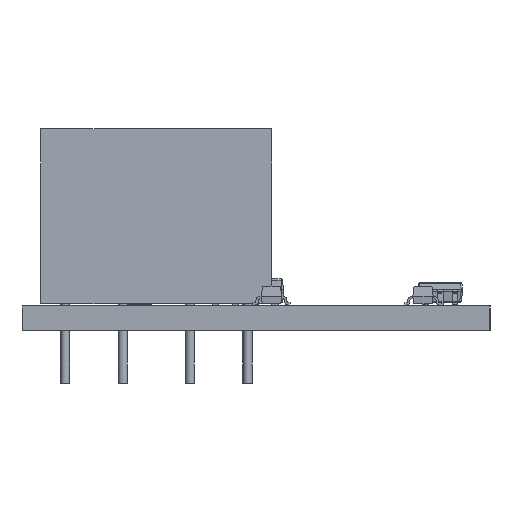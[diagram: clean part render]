
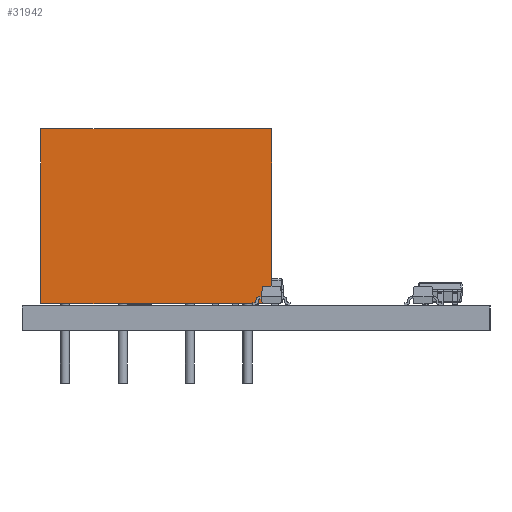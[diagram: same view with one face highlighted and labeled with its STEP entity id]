
A CAD part, left-side view. The second image highlights one B-rep face of the part: STEP entity #31942.
In plain terms, the highlighted face is planar.
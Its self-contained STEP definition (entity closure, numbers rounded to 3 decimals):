
#31773 = PLANE('',#31774);
#31774 = AXIS2_PLACEMENT_3D('',#31775,#31776,#31777);
#31775 = CARTESIAN_POINT('',(-1.55,-2.4,0.1));
#31776 = DIRECTION('',(-1.,0.,0.));
#31777 = DIRECTION('',(0.,1.,0.));
#31801 = PLANE('',#31802);
#31802 = AXIS2_PLACEMENT_3D('',#31803,#31804,#31805);
#31803 = CARTESIAN_POINT('',(5.85,0.,11.3));
#31804 = DIRECTION('',(0.,0.,-1.));
#31805 = DIRECTION('',(-1.,0.,0.));
#31829 = PLANE('',#31830);
#31830 = AXIS2_PLACEMENT_3D('',#31831,#31832,#31833);
#31831 = CARTESIAN_POINT('',(13.25,2.4,0.1));
#31832 = DIRECTION('',(1.,0.,0.));
#31833 = DIRECTION('',(0.,-1.,0.));
#31855 = PLANE('',#31856);
#31856 = AXIS2_PLACEMENT_3D('',#31857,#31858,#31859);
#31857 = CARTESIAN_POINT('',(5.85,0.,0.1));
#31858 = DIRECTION('',(0.,0.,-1.));
#31859 = DIRECTION('',(-1.,0.,0.));
#31872 = VERTEX_POINT('',#31873);
#31873 = CARTESIAN_POINT('',(13.25,-2.4,11.3));
#31894 = EDGE_CURVE('',#31895,#31872,#31897,.T.);
#31895 = VERTEX_POINT('',#31896);
#31896 = CARTESIAN_POINT('',(13.25,-2.4,0.1));
#31897 = SURFACE_CURVE('',#31898,(#31902,#31909),.PCURVE_S1.);
#31898 = LINE('',#31899,#31900);
#31899 = CARTESIAN_POINT('',(13.25,-2.4,0.1));
#31900 = VECTOR('',#31901,1.);
#31901 = DIRECTION('',(0.,0.,1.));
#31902 = PCURVE('',#31829,#31903);
#31903 = DEFINITIONAL_REPRESENTATION('',(#31904),#31908);
#31904 = LINE('',#31905,#31906);
#31905 = CARTESIAN_POINT('',(4.8,0.));
#31906 = VECTOR('',#31907,1.);
#31907 = DIRECTION('',(0.,-1.));
#31908 = ( GEOMETRIC_REPRESENTATION_CONTEXT(2) 
PARAMETRIC_REPRESENTATION_CONTEXT() REPRESENTATION_CONTEXT('2D SPACE',''
  ) );
#31909 = PCURVE('',#31910,#31915);
#31910 = PLANE('',#31911);
#31911 = AXIS2_PLACEMENT_3D('',#31912,#31913,#31914);
#31912 = CARTESIAN_POINT('',(13.25,-2.4,0.1));
#31913 = DIRECTION('',(0.,-1.,0.));
#31914 = DIRECTION('',(-1.,0.,0.));
#31915 = DEFINITIONAL_REPRESENTATION('',(#31916),#31920);
#31916 = LINE('',#31917,#31918);
#31917 = CARTESIAN_POINT('',(0.,-0.));
#31918 = VECTOR('',#31919,1.);
#31919 = DIRECTION('',(0.,-1.));
#31920 = ( GEOMETRIC_REPRESENTATION_CONTEXT(2) 
PARAMETRIC_REPRESENTATION_CONTEXT() REPRESENTATION_CONTEXT('2D SPACE',''
  ) );
#31942 = ADVANCED_FACE('',(#31943),#31910,.T.);
#31943 = FACE_BOUND('',#31944,.T.);
#31944 = EDGE_LOOP('',(#31945,#31946,#31969,#31992));
#31945 = ORIENTED_EDGE('',*,*,#31894,.T.);
#31946 = ORIENTED_EDGE('',*,*,#31947,.T.);
#31947 = EDGE_CURVE('',#31872,#31948,#31950,.T.);
#31948 = VERTEX_POINT('',#31949);
#31949 = CARTESIAN_POINT('',(-1.55,-2.4,11.3));
#31950 = SURFACE_CURVE('',#31951,(#31955,#31962),.PCURVE_S1.);
#31951 = LINE('',#31952,#31953);
#31952 = CARTESIAN_POINT('',(13.25,-2.4,11.3));
#31953 = VECTOR('',#31954,1.);
#31954 = DIRECTION('',(-1.,0.,0.));
#31955 = PCURVE('',#31910,#31956);
#31956 = DEFINITIONAL_REPRESENTATION('',(#31957),#31961);
#31957 = LINE('',#31958,#31959);
#31958 = CARTESIAN_POINT('',(0.,-11.2));
#31959 = VECTOR('',#31960,1.);
#31960 = DIRECTION('',(1.,0.));
#31961 = ( GEOMETRIC_REPRESENTATION_CONTEXT(2) 
PARAMETRIC_REPRESENTATION_CONTEXT() REPRESENTATION_CONTEXT('2D SPACE',''
  ) );
#31962 = PCURVE('',#31801,#31963);
#31963 = DEFINITIONAL_REPRESENTATION('',(#31964),#31968);
#31964 = LINE('',#31965,#31966);
#31965 = CARTESIAN_POINT('',(-7.4,-2.4));
#31966 = VECTOR('',#31967,1.);
#31967 = DIRECTION('',(1.,0.));
#31968 = ( GEOMETRIC_REPRESENTATION_CONTEXT(2) 
PARAMETRIC_REPRESENTATION_CONTEXT() REPRESENTATION_CONTEXT('2D SPACE',''
  ) );
#31969 = ORIENTED_EDGE('',*,*,#31970,.F.);
#31970 = EDGE_CURVE('',#31971,#31948,#31973,.T.);
#31971 = VERTEX_POINT('',#31972);
#31972 = CARTESIAN_POINT('',(-1.55,-2.4,0.1));
#31973 = SURFACE_CURVE('',#31974,(#31978,#31985),.PCURVE_S1.);
#31974 = LINE('',#31975,#31976);
#31975 = CARTESIAN_POINT('',(-1.55,-2.4,0.1));
#31976 = VECTOR('',#31977,1.);
#31977 = DIRECTION('',(0.,0.,1.));
#31978 = PCURVE('',#31910,#31979);
#31979 = DEFINITIONAL_REPRESENTATION('',(#31980),#31984);
#31980 = LINE('',#31981,#31982);
#31981 = CARTESIAN_POINT('',(14.8,0.));
#31982 = VECTOR('',#31983,1.);
#31983 = DIRECTION('',(0.,-1.));
#31984 = ( GEOMETRIC_REPRESENTATION_CONTEXT(2) 
PARAMETRIC_REPRESENTATION_CONTEXT() REPRESENTATION_CONTEXT('2D SPACE',''
  ) );
#31985 = PCURVE('',#31773,#31986);
#31986 = DEFINITIONAL_REPRESENTATION('',(#31987),#31991);
#31987 = LINE('',#31988,#31989);
#31988 = CARTESIAN_POINT('',(0.,0.));
#31989 = VECTOR('',#31990,1.);
#31990 = DIRECTION('',(0.,-1.));
#31991 = ( GEOMETRIC_REPRESENTATION_CONTEXT(2) 
PARAMETRIC_REPRESENTATION_CONTEXT() REPRESENTATION_CONTEXT('2D SPACE',''
  ) );
#31992 = ORIENTED_EDGE('',*,*,#31993,.F.);
#31993 = EDGE_CURVE('',#31895,#31971,#31994,.T.);
#31994 = SURFACE_CURVE('',#31995,(#31999,#32006),.PCURVE_S1.);
#31995 = LINE('',#31996,#31997);
#31996 = CARTESIAN_POINT('',(13.25,-2.4,0.1));
#31997 = VECTOR('',#31998,1.);
#31998 = DIRECTION('',(-1.,0.,0.));
#31999 = PCURVE('',#31910,#32000);
#32000 = DEFINITIONAL_REPRESENTATION('',(#32001),#32005);
#32001 = LINE('',#32002,#32003);
#32002 = CARTESIAN_POINT('',(0.,-0.));
#32003 = VECTOR('',#32004,1.);
#32004 = DIRECTION('',(1.,0.));
#32005 = ( GEOMETRIC_REPRESENTATION_CONTEXT(2) 
PARAMETRIC_REPRESENTATION_CONTEXT() REPRESENTATION_CONTEXT('2D SPACE',''
  ) );
#32006 = PCURVE('',#31855,#32007);
#32007 = DEFINITIONAL_REPRESENTATION('',(#32008),#32012);
#32008 = LINE('',#32009,#32010);
#32009 = CARTESIAN_POINT('',(-7.4,-2.4));
#32010 = VECTOR('',#32011,1.);
#32011 = DIRECTION('',(1.,0.));
#32012 = ( GEOMETRIC_REPRESENTATION_CONTEXT(2) 
PARAMETRIC_REPRESENTATION_CONTEXT() REPRESENTATION_CONTEXT('2D SPACE',''
  ) );
